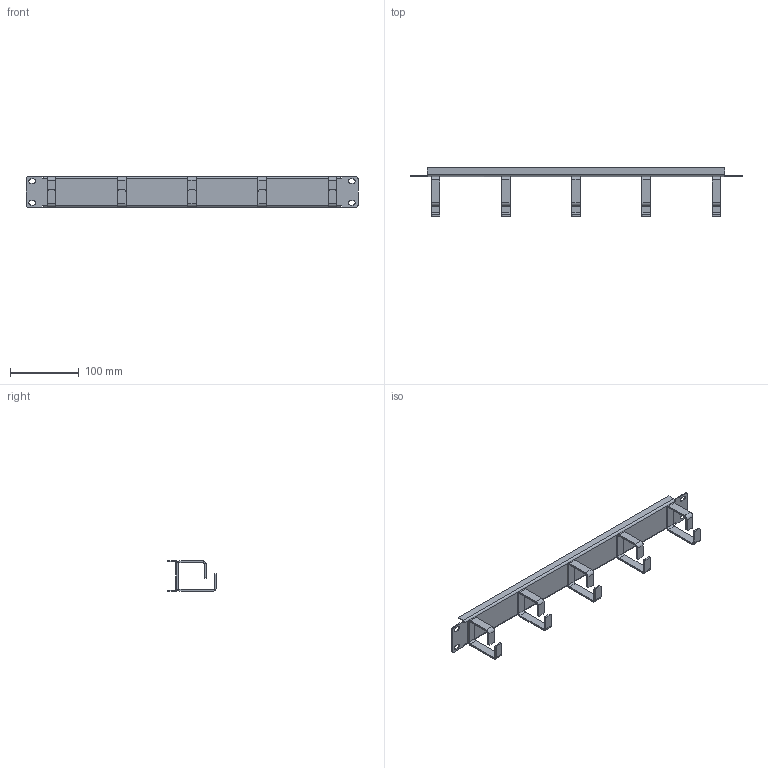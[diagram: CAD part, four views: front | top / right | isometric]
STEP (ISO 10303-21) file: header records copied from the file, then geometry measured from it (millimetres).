
FILE_DESCRIPTION (( 'STEP AP214' ), '1' );
FILE_NAME ('LC1UM4RHCM_3D.step', '2025-01-10T18:43:10', ( '' ), ( '' ), 'SwSTEP 2.0', 'SolidWorks 2022', '' );
FILE_SCHEMA (( 'AUTOMOTIVE_DESIGN' ));
Length unit declared in the file: inch
Products named in the file (4): 1^SWMCABLERING1U_LC1UM4RHCM; LC1UM4RHCM_3D; SWMCABLERING1U^LC1UM4RHCM; 2^SWMCABLERING1U_LC1UM4RHCM
Assembly tree (11 placements, depth 3):
  LC1UM4RHCM_3D
    SWMCABLERING1U^LC1UM4RHCM
      2^SWMCABLERING1U_LC1UM4RHCM
      1^SWMCABLERING1U_LC1UM4RHCM  x9
Bounding box: 483 x 71 x 44.45 mm (x, y, z)
Volume: 93543.9 mm3; surface area: 109527.2 mm2
Topology: 10 solids, 10 shells, 454 faces, 1002 edges, 568 vertices
Faces by surface type: plane 302, cylinder 148, bspline 4
Entity records: 4014 total; most frequent: CARTESIAN_POINT 871, DIRECTION 652, ORIENTED_EDGE 596, EDGE_CURVE 298, AXIS2_PLACEMENT_3D 233, LINE 186, VECTOR 186, VERTEX_POINT 184
